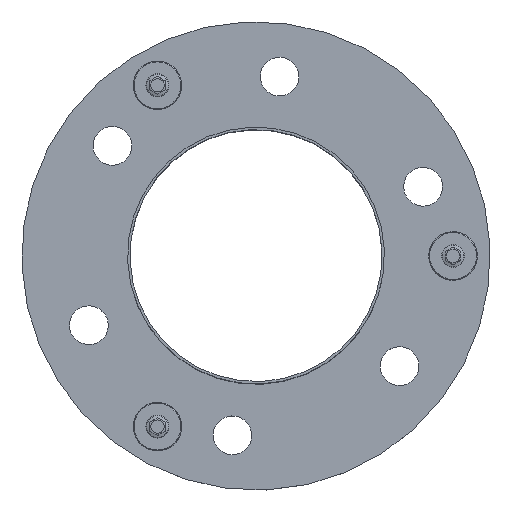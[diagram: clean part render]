
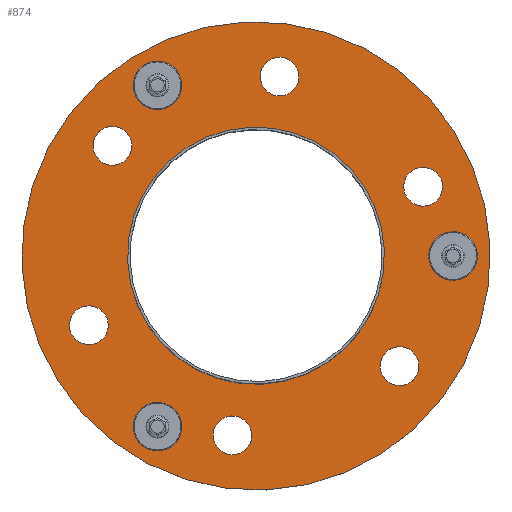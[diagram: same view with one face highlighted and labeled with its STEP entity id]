
A CAD part, top view. The second image highlights one B-rep face of the part: STEP entity #874.
In plain terms, the highlighted planar face has unit normal (0, 0, 1).
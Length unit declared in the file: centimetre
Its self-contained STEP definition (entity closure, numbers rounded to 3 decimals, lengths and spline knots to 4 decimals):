
#107=FACE_BOUND('',#199,.T.);
#108=FACE_BOUND('',#200,.T.);
#109=FACE_BOUND('',#201,.T.);
#110=FACE_BOUND('',#202,.T.);
#111=FACE_BOUND('',#203,.T.);
#112=FACE_BOUND('',#204,.T.);
#113=FACE_BOUND('',#205,.T.);
#114=FACE_BOUND('',#206,.T.);
#115=FACE_BOUND('',#207,.T.);
#116=FACE_BOUND('',#208,.T.);
#135=FACE_OUTER_BOUND('',#198,.T.);
#198=EDGE_LOOP('',(#584));
#199=EDGE_LOOP('',(#585));
#200=EDGE_LOOP('',(#586));
#201=EDGE_LOOP('',(#587));
#202=EDGE_LOOP('',(#588));
#203=EDGE_LOOP('',(#589));
#204=EDGE_LOOP('',(#590));
#205=EDGE_LOOP('',(#591));
#206=EDGE_LOOP('',(#592));
#207=EDGE_LOOP('',(#593));
#208=EDGE_LOOP('',(#594));
#289=CIRCLE('',#1056,145.);
#290=CIRCLE('',#1057,12.);
#291=CIRCLE('',#1058,12.);
#292=CIRCLE('',#1059,12.);
#293=CIRCLE('',#1060,12.);
#294=CIRCLE('',#1061,12.);
#295=CIRCLE('',#1062,12.);
#296=CIRCLE('',#1063,13.);
#297=CIRCLE('',#1064,13.);
#298=CIRCLE('',#1065,13.);
#299=CIRCLE('',#1066,79.5);
#363=VERTEX_POINT('',#1548);
#364=VERTEX_POINT('',#1550);
#365=VERTEX_POINT('',#1552);
#366=VERTEX_POINT('',#1554);
#367=VERTEX_POINT('',#1556);
#368=VERTEX_POINT('',#1558);
#369=VERTEX_POINT('',#1560);
#370=VERTEX_POINT('',#1562);
#371=VERTEX_POINT('',#1564);
#372=VERTEX_POINT('',#1566);
#373=VERTEX_POINT('',#1568);
#448=EDGE_CURVE('',#363,#363,#289,.T.);
#449=EDGE_CURVE('',#364,#364,#290,.T.);
#450=EDGE_CURVE('',#365,#365,#291,.T.);
#451=EDGE_CURVE('',#366,#366,#292,.T.);
#452=EDGE_CURVE('',#367,#367,#293,.T.);
#453=EDGE_CURVE('',#368,#368,#294,.T.);
#454=EDGE_CURVE('',#369,#369,#295,.T.);
#455=EDGE_CURVE('',#370,#370,#296,.T.);
#456=EDGE_CURVE('',#371,#371,#297,.T.);
#457=EDGE_CURVE('',#372,#372,#298,.T.);
#458=EDGE_CURVE('',#373,#373,#299,.T.);
#584=ORIENTED_EDGE('',*,*,#448,.T.);
#585=ORIENTED_EDGE('',*,*,#449,.T.);
#586=ORIENTED_EDGE('',*,*,#450,.T.);
#587=ORIENTED_EDGE('',*,*,#451,.T.);
#588=ORIENTED_EDGE('',*,*,#452,.T.);
#589=ORIENTED_EDGE('',*,*,#453,.T.);
#590=ORIENTED_EDGE('',*,*,#454,.T.);
#591=ORIENTED_EDGE('',*,*,#455,.T.);
#592=ORIENTED_EDGE('',*,*,#456,.T.);
#593=ORIENTED_EDGE('',*,*,#457,.T.);
#594=ORIENTED_EDGE('',*,*,#458,.F.);
#856=PLANE('',#1055);
#874=ADVANCED_FACE('',(#135,#107,#108,#109,#110,#111,#112,#113,#114,#115,
#116),#856,.T.);
#1055=AXIS2_PLACEMENT_3D('',#1547,#1204,#1205);
#1056=AXIS2_PLACEMENT_3D('',#1549,#1206,#1207);
#1057=AXIS2_PLACEMENT_3D('',#1551,#1208,#1209);
#1058=AXIS2_PLACEMENT_3D('',#1553,#1210,#1211);
#1059=AXIS2_PLACEMENT_3D('',#1555,#1212,#1213);
#1060=AXIS2_PLACEMENT_3D('',#1557,#1214,#1215);
#1061=AXIS2_PLACEMENT_3D('',#1559,#1216,#1217);
#1062=AXIS2_PLACEMENT_3D('',#1561,#1218,#1219);
#1063=AXIS2_PLACEMENT_3D('',#1563,#1220,#1221);
#1064=AXIS2_PLACEMENT_3D('',#1565,#1222,#1223);
#1065=AXIS2_PLACEMENT_3D('',#1567,#1224,#1225);
#1066=AXIS2_PLACEMENT_3D('',#1569,#1226,#1227);
#1204=DIRECTION('center_axis',(0.,0.,
1.));
#1205=DIRECTION('ref_axis',(0.924,0.383,0.));
#1206=DIRECTION('center_axis',(0.,0.,
1.));
#1207=DIRECTION('ref_axis',(0.924,0.383,0.));
#1208=DIRECTION('center_axis',(0.,0.,
-1.));
#1209=DIRECTION('ref_axis',(0.131,0.991,0.));
#1210=DIRECTION('center_axis',(0.,0.,
-1.));
#1211=DIRECTION('ref_axis',(-0.924,-0.383,0.));
#1212=DIRECTION('center_axis',(0.,0.,
-1.));
#1213=DIRECTION('ref_axis',(0.793,-0.609,0.));
#1214=DIRECTION('center_axis',(0.,0.,
-1.));
#1215=DIRECTION('ref_axis',(-0.131,-0.991,0.));
#1216=DIRECTION('center_axis',(0.,0.,
-1.));
#1217=DIRECTION('ref_axis',(-0.793,0.609,0.));
#1218=DIRECTION('center_axis',(0.,0.,
-1.));
#1219=DIRECTION('ref_axis',(0.924,0.383,0.));
#1220=DIRECTION('center_axis',(0.,0.,
-1.));
#1221=DIRECTION('ref_axis',(-0.866,0.5,0.));
#1222=DIRECTION('center_axis',(0.,0.,
-1.));
#1223=DIRECTION('ref_axis',(0.866,0.5,0.));
#1224=DIRECTION('center_axis',(0.,0.,
-1.));
#1225=DIRECTION('ref_axis',(0.,-1.,0.));
#1226=DIRECTION('center_axis',(0.,0.,
1.));
#1227=DIRECTION('ref_axis',(0.383,-0.924,0.));
#1547=CARTESIAN_POINT('Origin',(0.,0.,
14.));
#1548=CARTESIAN_POINT('',(-133.9625,-55.4891,14.));
#1549=CARTESIAN_POINT('Origin',(0.,0.,
14.));
#1550=CARTESIAN_POINT('',(-16.1852,-122.9392,14.));
#1551=CARTESIAN_POINT('Origin',(-14.6189,-111.0418,14.));
#1552=CARTESIAN_POINT('',(114.5611,47.4527,14.));
#1553=CARTESIAN_POINT('Origin',(103.4745,42.8605,14.));
#1554=CARTESIAN_POINT('',(-98.3758,75.4864,14.));
#1555=CARTESIAN_POINT('Origin',(-88.8556,68.1813,14.));
#1556=CARTESIAN_POINT('',(16.1852,122.9392,14.));
#1557=CARTESIAN_POINT('Origin',(14.6189,111.0418,14.));
#1558=CARTESIAN_POINT('',(98.3758,-75.4864,14.));
#1559=CARTESIAN_POINT('Origin',(88.8556,-68.1813,14.));
#1560=CARTESIAN_POINT('',(-114.5611,-47.4527,14.));
#1561=CARTESIAN_POINT('Origin',(-103.4745,-42.8605,14.));
#1562=CARTESIAN_POINT('',(-49.7417,-112.1551,14.));
#1563=CARTESIAN_POINT('Origin',(-61.,-105.6551,14.));
#1564=CARTESIAN_POINT('',(-72.2583,99.1551,14.));
#1565=CARTESIAN_POINT('Origin',(-61.,105.6551,14.));
#1566=CARTESIAN_POINT('',(122.,13.,14.));
#1567=CARTESIAN_POINT('Origin',(122.,0.,14.));
#1568=CARTESIAN_POINT('',(-30.4233,73.4484,14.));
#1569=CARTESIAN_POINT('Origin',(0.,0.,14.));
